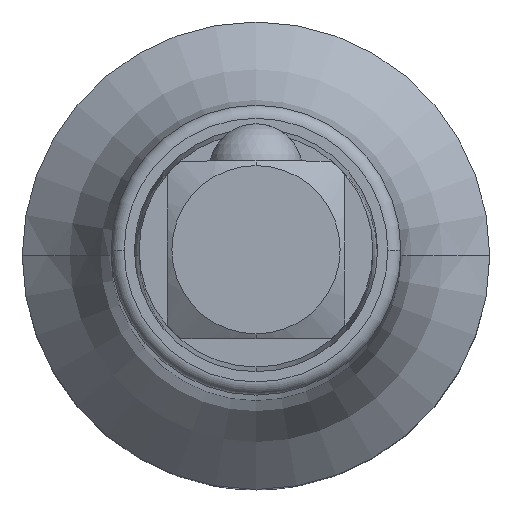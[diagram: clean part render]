
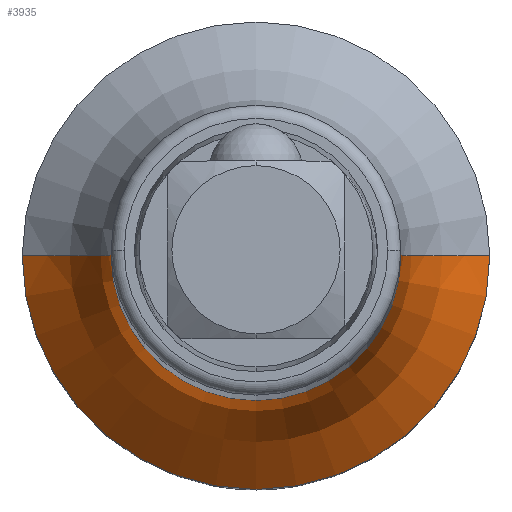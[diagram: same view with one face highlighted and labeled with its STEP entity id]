
A CAD part, top view. The second image highlights one B-rep face of the part: STEP entity #3935.
In plain terms, the highlighted toroidal (fillet/blend) face has major radius 17.75 mm and minor radius 10 mm.
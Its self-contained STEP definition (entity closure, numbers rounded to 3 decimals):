
#3411=CARTESIAN_POINT('',(0.,0.,17.2));
#3412=DIRECTION('',(0.,0.,1.));
#3413=DIRECTION('',(-1.,0.,0.));
#3414=AXIS2_PLACEMENT_3D('',#3411,#3412,#3413);
#3496=CARTESIAN_POINT('',(17.75,0.,
25.711));
#3497=DIRECTION('',(0.,1.,0.));
#3498=DIRECTION('',(-0.525,0.,-0.851));
#3499=AXIS2_PLACEMENT_3D('',#3496,#3497,#3498);
#3504=CARTESIAN_POINT('',(-17.75,0.,
25.711));
#3505=DIRECTION('',(0.,-1.,0.));
#3506=DIRECTION('',(0.525,0.,-0.851));
#3507=AXIS2_PLACEMENT_3D('',#3504,#3505,#3506);
#3520=CARTESIAN_POINT('',(0.,0.,25.711));
#3521=DIRECTION('',(0.,0.,1.));
#3522=DIRECTION('',(-1.,0.,0.));
#3523=AXIS2_PLACEMENT_3D('',#3520,#3521,#3522);
#3652=CARTESIAN_POINT('',(-12.5,0.,17.2));
#3653=CARTESIAN_POINT('',(12.5,0.,17.2));
#3654=VERTEX_POINT('',#3652);
#3655=VERTEX_POINT('',#3653);
#3656=CARTESIAN_POINT('',(-7.75,0.,25.711));
#3657=CARTESIAN_POINT('',(7.75,0.,25.711));
#3658=VERTEX_POINT('',#3656);
#3659=VERTEX_POINT('',#3657);
#3923=CARTESIAN_POINT('',(0.,0.,25.711));
#3924=DIRECTION('',(0.,0.,1.));
#3925=DIRECTION('',(-1.,0.,0.));
#3926=AXIS2_PLACEMENT_3D('',#3923,#3924,#3925);
#3927=TOROIDAL_SURFACE('',#3926,17.75,10.);
#3928=ORIENTED_EDGE('',*,*,#3857,.F.);
#3929=ORIENTED_EDGE('',*,*,#3918,.T.);
#3931=ORIENTED_EDGE('',*,*,#3930,.T.);
#3932=ORIENTED_EDGE('',*,*,#3914,.F.);
#3933=EDGE_LOOP('',(#3928,#3929,#3931,#3932));
#3934=FACE_OUTER_BOUND('',#3933,.F.);
#3935=ADVANCED_FACE('',(#3934),#3927,.F.);
#3415=CIRCLE('',#3414,12.5);
#3500=CIRCLE('',#3499,10.);
#3508=CIRCLE('',#3507,10.);
#3524=CIRCLE('',#3523,7.75);
#3857=EDGE_CURVE('',#3654,#3655,#3415,.T.);
#3914=EDGE_CURVE('',#3655,#3659,#3500,.T.);
#3918=EDGE_CURVE('',#3654,#3658,#3508,.T.);
#3930=EDGE_CURVE('',#3658,#3659,#3524,.T.);
